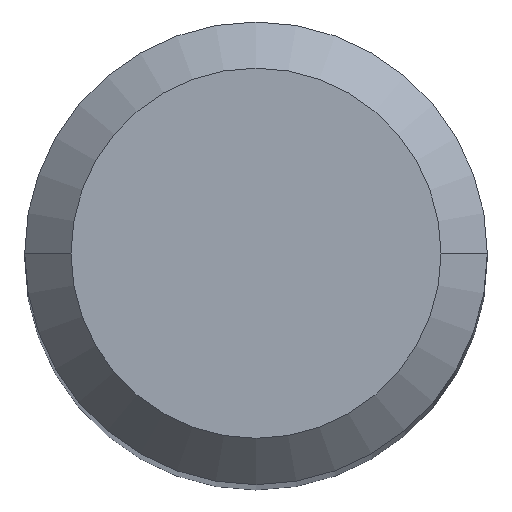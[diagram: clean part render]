
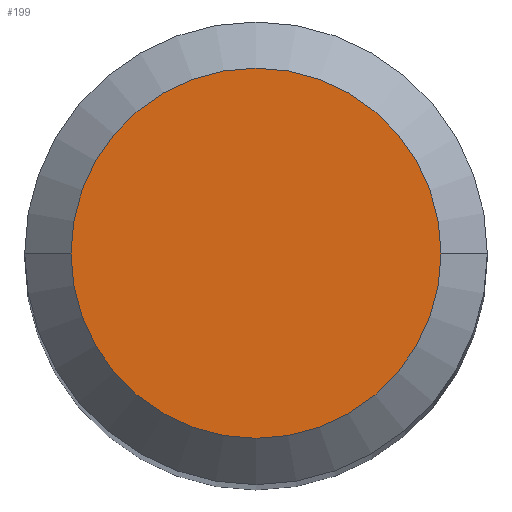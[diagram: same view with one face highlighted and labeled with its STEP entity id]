
A CAD part, top view. The second image highlights one B-rep face of the part: STEP entity #199.
In plain terms, the highlighted planar face has unit normal (0, 0, 1).
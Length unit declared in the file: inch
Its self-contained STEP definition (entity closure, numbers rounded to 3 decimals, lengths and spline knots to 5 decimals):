
#5 = VERTEX_POINT ( 'NONE', #363 ) ;
#29 = DIRECTION ( 'NONE',  ( 0., 0., -1. ) ) ;
#32 = DIRECTION ( 'NONE',  ( 1., 0., 0. ) ) ;
#144 = PLANE ( 'NONE',  #313 ) ;
#159 = EDGE_LOOP ( 'NONE', ( #448, #456 ) ) ;
#160 = DIRECTION ( 'NONE',  ( 1., 0., 0. ) ) ;
#165 = CARTESIAN_POINT ( 'NONE',  ( 0., 0., 0. ) ) ;
#169 = DIRECTION ( 'NONE',  ( -1., 0., 0. ) ) ;
#184 = CIRCLE ( 'NONE', #268, 0.09448 ) ;
#199 = ADVANCED_FACE ( 'NONE', ( #211 ), #144, .F. ) ;
#211 = FACE_OUTER_BOUND ( 'NONE', #159, .T. ) ;
#234 = DIRECTION ( 'NONE',  ( 0., 0., 1. ) ) ;
#249 = VERTEX_POINT ( 'NONE', #413 ) ;
#268 = AXIS2_PLACEMENT_3D ( 'NONE', #165, #234, #160 ) ;
#287 = DIRECTION ( 'NONE',  ( 0., 0., 1. ) ) ;
#313 = AXIS2_PLACEMENT_3D ( 'NONE', #452, #29, #169 ) ;
#358 = CIRCLE ( 'NONE', #468, 0.09448 ) ;
#360 = CARTESIAN_POINT ( 'NONE',  ( 0., 0., 0. ) ) ;
#363 = CARTESIAN_POINT ( 'NONE',  ( 0.09448, 0., 0. ) ) ;
#405 = EDGE_CURVE ( 'NONE', #249, #5, #184, .T. ) ;
#413 = CARTESIAN_POINT ( 'NONE',  ( -0.09448, 0., 0. ) ) ;
#448 = ORIENTED_EDGE ( 'NONE', *, *, #405, .T. ) ;
#452 = CARTESIAN_POINT ( 'NONE',  ( 0., 0., 0. ) ) ;
#456 = ORIENTED_EDGE ( 'NONE', *, *, #472, .T. ) ;
#468 = AXIS2_PLACEMENT_3D ( 'NONE', #360, #287, #32 ) ;
#472 = EDGE_CURVE ( 'NONE', #5, #249, #358, .T. ) ;
